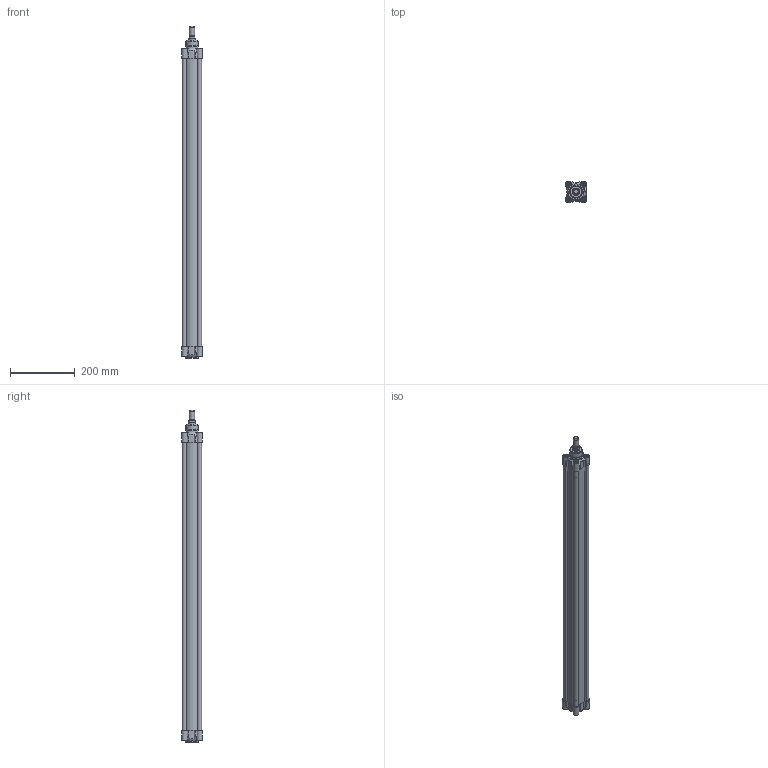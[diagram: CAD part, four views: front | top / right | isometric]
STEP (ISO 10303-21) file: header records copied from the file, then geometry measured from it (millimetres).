
FILE_DESCRIPTION((''),'2;1');
FILE_NAME('HDM050.850.GS.M.stp','2012-09-13T16:21:43',('Administrator'),(''),'Autodesk Inventor 2012','Autodesk Inventor 2012','');
FILE_SCHEMA(('CONFIG_CONTROL_DESIGN'));
Length unit declared in the file: millimetre
Products named in the file (1): HDM050.850.GS.M
Bounding box: 64.99 x 64.97 x 1029 mm (x, y, z)
Volume: 880822.1 mm3; surface area: 578121.3 mm2
Topology: 2 solids, 10 shells, 745 faces, 1848 edges, 1192 vertices
Faces by surface type: plane 313, cylinder 163, bspline 140, cone 69, torus 58, sphere 2
Full cylindrical faces by diameter (mm): 4.8 x2, 5.25 x2, 6.647 x8, 8 x8, 8.3 x6, 9 x2, 9.8 x4, 9.9 x2, 10 x4, 11.445 x2, 13 x8, 13.3 x8, 13.5 x1, 16 x1, 19.5 x1, 20 x1, 20.5 x1, 30 x2, 38 x1, 40 x2, 50 x1
Entity records: 25295 total; most frequent: CARTESIAN_POINT 8434, ORIENTED_EDGE 3310, DIRECTION 2946, EDGE_CURVE 1655, VERTEX_POINT 1157, AXIS2_PLACEMENT_3D 1071, EDGE_LOOP 980, VECTOR 804
